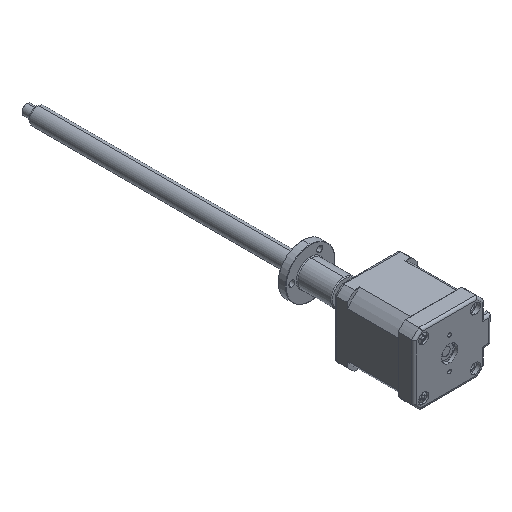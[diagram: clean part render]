
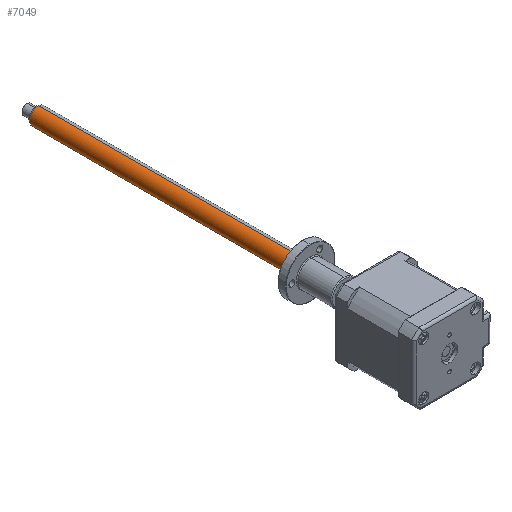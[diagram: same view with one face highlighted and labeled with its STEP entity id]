
A CAD part, isometric view. The second image highlights one B-rep face of the part: STEP entity #7049.
In plain terms, the highlighted cylindrical face has radius 5 mm (diameter 10 mm), a partial arc.
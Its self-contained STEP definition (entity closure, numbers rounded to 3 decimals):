
#271 = DIRECTION ( 'NONE',  ( 0., -1., 0. ) ) ;
#1436 = EDGE_CURVE ( 'NONE', #9339, #7716, #3797, .T. ) ;
#1488 = DIRECTION ( 'NONE',  ( 0., -1., 0. ) ) ;
#1779 = AXIS2_PLACEMENT_3D ( 'NONE', #4388, #9589, #3631 ) ;
#2345 = VERTEX_POINT ( 'NONE', #7217 ) ;
#2570 = CARTESIAN_POINT ( 'NONE',  ( -18.118, 4.092, 28.379 ) ) ;
#3117 = CARTESIAN_POINT ( 'NONE',  ( -18.118, 203.092, 28.379 ) ) ;
#3365 = CIRCLE ( 'NONE', #8398, 5. ) ;
#3477 = AXIS2_PLACEMENT_3D ( 'NONE', #5965, #1488, #6697 ) ;
#3518 = ORIENTED_EDGE ( 'NONE', *, *, #5643, .T. ) ;
#3631 = DIRECTION ( 'NONE',  ( 0.107, 0., 0.994 ) ) ;
#3642 = CARTESIAN_POINT ( 'NONE',  ( -17.045, 4.092, 38.321 ) ) ;
#3797 = CIRCLE ( 'NONE', #3477, 5. ) ;
#4061 = EDGE_CURVE ( 'NONE', #2345, #9339, #8960, .T. ) ;
#4238 = VERTEX_POINT ( 'NONE', #3117 ) ;
#4388 = CARTESIAN_POINT ( 'NONE',  ( -17.581, 204.092, 33.35 ) ) ;
#4725 = CARTESIAN_POINT ( 'NONE',  ( -17.581, 203.092, 33.35 ) ) ;
#4871 = VECTOR ( 'NONE', #8414, 1000. ) ;
#5321 = FACE_OUTER_BOUND ( 'NONE', #8368, .T. ) ;
#5490 = DIRECTION ( 'NONE',  ( -0.107, 0., -0.994 ) ) ;
#5643 = EDGE_CURVE ( 'NONE', #2345, #4238, #3365, .T. ) ;
#5965 = CARTESIAN_POINT ( 'NONE',  ( -17.581, 4.092, 33.35 ) ) ;
#6587 = CARTESIAN_POINT ( 'NONE',  ( -17.045, 204.092, 38.321 ) ) ;
#6627 = EDGE_CURVE ( 'NONE', #4238, #7716, #6842, .T. ) ;
#6697 = DIRECTION ( 'NONE',  ( 0.107, 0., 0.994 ) ) ;
#6842 = LINE ( 'NONE', #7668, #4871 ) ;
#6992 = VECTOR ( 'NONE', #7330, 1000. ) ;
#7049 = ADVANCED_FACE ( 'NONE', ( #5321 ), #9035, .T. ) ;
#7217 = CARTESIAN_POINT ( 'NONE',  ( -17.045, 203.092, 38.321 ) ) ;
#7330 = DIRECTION ( 'NONE',  ( 0., -1., 0. ) ) ;
#7378 = ORIENTED_EDGE ( 'NONE', *, *, #1436, .F. ) ;
#7668 = CARTESIAN_POINT ( 'NONE',  ( -18.118, 204.092, 28.379 ) ) ;
#7716 = VERTEX_POINT ( 'NONE', #2570 ) ;
#8368 = EDGE_LOOP ( 'NONE', ( #3518, #8658, #7378, #8636 ) ) ;
#8398 = AXIS2_PLACEMENT_3D ( 'NONE', #4725, #271, #5490 ) ;
#8414 = DIRECTION ( 'NONE',  ( 0., -1., 0. ) ) ;
#8636 = ORIENTED_EDGE ( 'NONE', *, *, #4061, .F. ) ;
#8658 = ORIENTED_EDGE ( 'NONE', *, *, #6627, .T. ) ;
#8960 = LINE ( 'NONE', #6587, #6992 ) ;
#9035 = CYLINDRICAL_SURFACE ( 'NONE', #1779, 5. ) ;
#9339 = VERTEX_POINT ( 'NONE', #3642 ) ;
#9589 = DIRECTION ( 'NONE',  ( 0., -1., 0. ) ) ;
